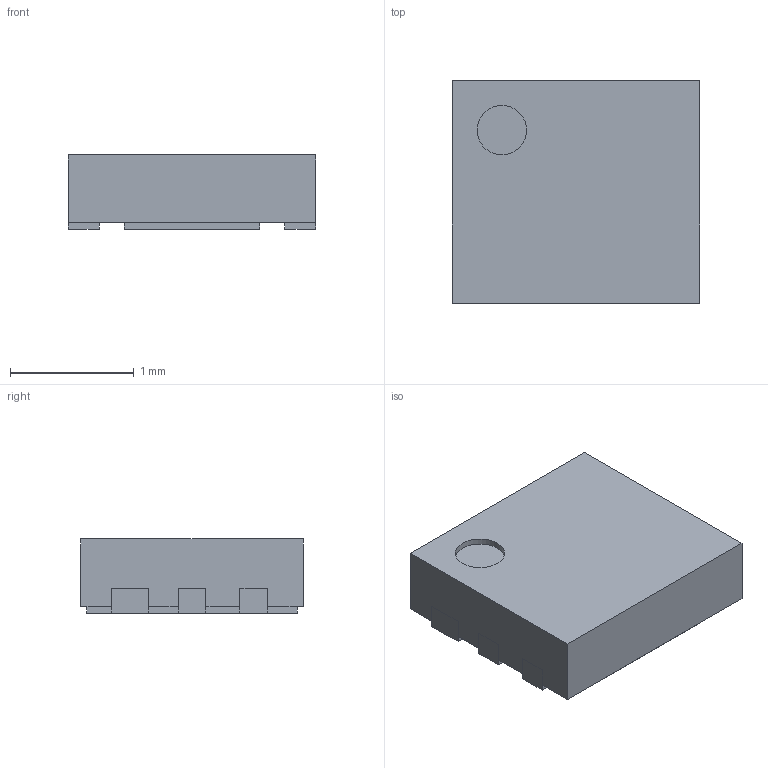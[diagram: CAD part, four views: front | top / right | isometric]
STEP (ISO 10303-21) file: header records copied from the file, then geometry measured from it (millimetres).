
FILE_DESCRIPTION(/* description */ (''),/* implementation_level */ '2;1');
FILE_NAME(/* name */ 'ONSEMI_CASE 517BA-01.stp',/* time_stamp */ '2017-02-09T10:56:32+01:00',/* author */ ('jchouvet'),/* organization */ (''),/* preprocessor_version */ 'ST-DEVELOPER v16.1',/* originating_system */ 'AutoCAD Mechanical',/* authorisation */ '');
FILE_SCHEMA (('AUTOMOTIVE_DESIGN { 1 0 10303 214 3 1 1 }'));
Length unit declared in the file: millimetre
Products named in the file (1): Product
Bounding box: 2 x 1.8 x 0.6 mm (x, y, z)
Volume: 2.1 mm3; surface area: 17.8 mm2
Topology: 8 solids, 8 shells, 74 faces, 171 edges, 114 vertices
Faces by surface type: plane 73, cylinder 1
Full cylindrical faces by diameter (mm): 0.4 x1
Entity records: 2084 total; most frequent: CARTESIAN_POINT 359, ORIENTED_EDGE 340, DIRECTION 322, EDGE_CURVE 170, LINE 168, VECTOR 168, VERTEX_POINT 114, AXIS2_PLACEMENT_3D 77
